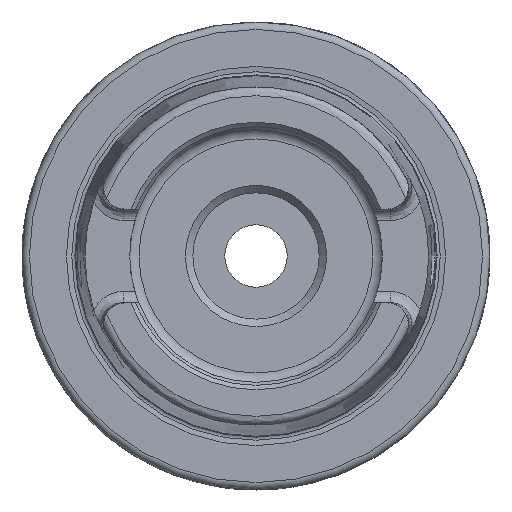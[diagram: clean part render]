
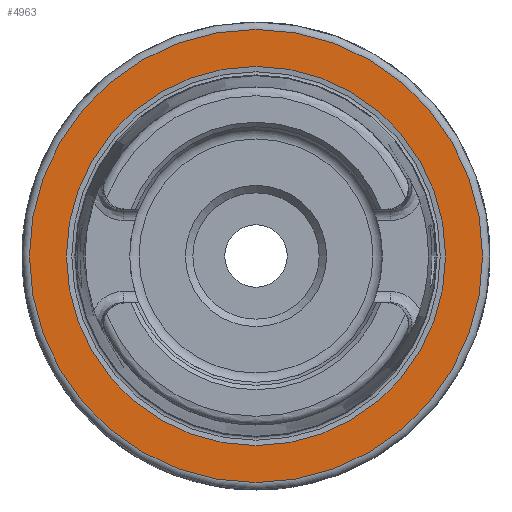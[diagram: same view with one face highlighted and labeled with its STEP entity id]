
A CAD part, left-side view. The second image highlights one B-rep face of the part: STEP entity #4963.
In plain terms, the highlighted planar face has unit normal (-1, 0, 0).
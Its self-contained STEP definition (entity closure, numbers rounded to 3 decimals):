
#333=FACE_OUTER_BOUND('',#1123,.T.);
#646=CIRCLE('',#5444,25.521);
#647=CIRCLE('',#5445,25.521);
#648=CIRCLE('',#5447,30.5);
#649=CIRCLE('',#5448,30.5);
#882=PLANE('',#5446);
#935=FACE_BOUND('',#1124,.T.);
#1123=EDGE_LOOP('',(#4123,#4124));
#1124=EDGE_LOOP('',(#4125,#4126));
#2159=VERTEX_POINT('',#9943);
#2160=VERTEX_POINT('',#9945);
#2161=VERTEX_POINT('',#9949);
#2162=VERTEX_POINT('',#9950);
#2862=EDGE_CURVE('',#2160,#2159,#646,.T.);
#2863=EDGE_CURVE('',#2159,#2160,#647,.T.);
#2864=EDGE_CURVE('',#2161,#2162,#648,.T.);
#2865=EDGE_CURVE('',#2162,#2161,#649,.T.);
#4123=ORIENTED_EDGE('',*,*,#2864,.F.);
#4124=ORIENTED_EDGE('',*,*,#2865,.F.);
#4125=ORIENTED_EDGE('',*,*,#2862,.T.);
#4126=ORIENTED_EDGE('',*,*,#2863,.T.);
#4963=ADVANCED_FACE('',(#333,#935),#882,.T.);
#5444=AXIS2_PLACEMENT_3D('',#9946,#6557,#6558);
#5445=AXIS2_PLACEMENT_3D('',#9947,#6559,#6560);
#5446=AXIS2_PLACEMENT_3D('',#9948,#6561,#6562);
#5447=AXIS2_PLACEMENT_3D('',#9951,#6563,#6564);
#5448=AXIS2_PLACEMENT_3D('',#9952,#6565,#6566);
#6557=DIRECTION('center_axis',(1.,0.,0.));
#6558=DIRECTION('ref_axis',(0.,0.,-1.));
#6559=DIRECTION('center_axis',(1.,0.,0.));
#6560=DIRECTION('ref_axis',(0.,0.,-1.));
#6561=DIRECTION('center_axis',(-1.,0.,0.));
#6562=DIRECTION('ref_axis',(0.,0.,1.));
#6563=DIRECTION('center_axis',(1.,0.,0.));
#6564=DIRECTION('ref_axis',(0.,0.,-1.));
#6565=DIRECTION('center_axis',(1.,0.,0.));
#6566=DIRECTION('ref_axis',(0.,0.,-1.));
#9943=CARTESIAN_POINT('',(0.,-25.521,0.));
#9945=CARTESIAN_POINT('',(0.,25.521,0.));
#9946=CARTESIAN_POINT('Origin',(0.,0.,
0.));
#9947=CARTESIAN_POINT('Origin',(0.,0.,
0.));
#9948=CARTESIAN_POINT('Origin',(0.,30.5,0.));
#9949=CARTESIAN_POINT('',(0.,30.5,0.));
#9950=CARTESIAN_POINT('',(0.,0.,30.5));
#9951=CARTESIAN_POINT('Origin',(0.,0.,
0.));
#9952=CARTESIAN_POINT('Origin',(0.,0.,
0.));
